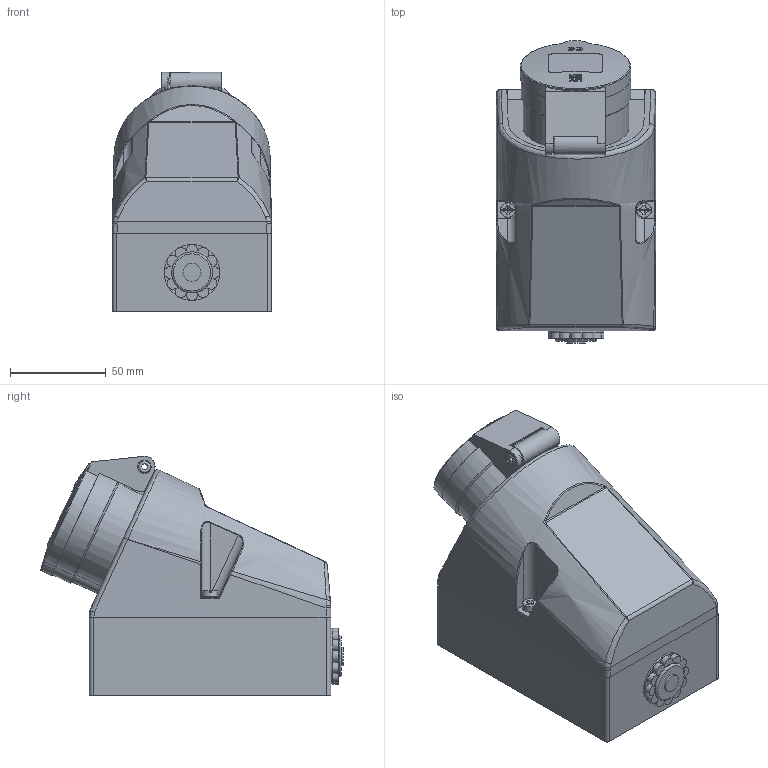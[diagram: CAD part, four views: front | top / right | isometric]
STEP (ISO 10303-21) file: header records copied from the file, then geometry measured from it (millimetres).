
FILE_DESCRIPTION(/* description */ (''),/* implementation_level */ '2;1');
FILE_NAME(/* name */ '11944.stp',/* time_stamp */ '2023-09-04T13:12:47+02:00',/* author */ ('massmann'),/* organization */ (''),/* preprocessor_version */ 'ST-DEVELOPER v17',/* originating_system */ 'Autodesk Inventor 2018',/* authorisation */ '');
FILE_SCHEMA (('AUTOMOTIVE_DESIGN { 1 0 10303 214 3 1 1 }'));
Products named in the file (1): 11944
Bounding box: 83 x 157.84 x 124.89 mm (x, y, z)
Volume: 921054.1 mm3; surface area: 80728.4 mm2
Topology: 1 solids, 1 shells, 1065 faces, 2783 edges, 1841 vertices
Faces by surface type: plane 545, bspline 360, cylinder 122, torus 18, cone 11, sphere 9
Full cylindrical faces by diameter (mm): 1.1 x5, 3 x1, 3.45 x2, 4 x1, 4.3 x2, 4.5 x2, 5 x2, 5.5 x6, 6 x2, 7 x2, 9.5 x1, 11 x4, 21.4 x1, 25 x2, 29.2 x1
Entity records: 48449 total; most frequent: CARTESIAN_POINT 23694, ORIENTED_EDGE 5560, DIRECTION 3662, EDGE_CURVE 2780, VERTEX_POINT 1841, LINE 1260, VECTOR 1260, EDGE_LOOP 1205
